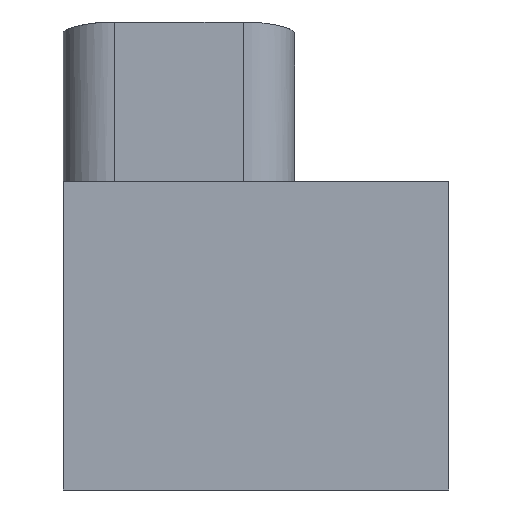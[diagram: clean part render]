
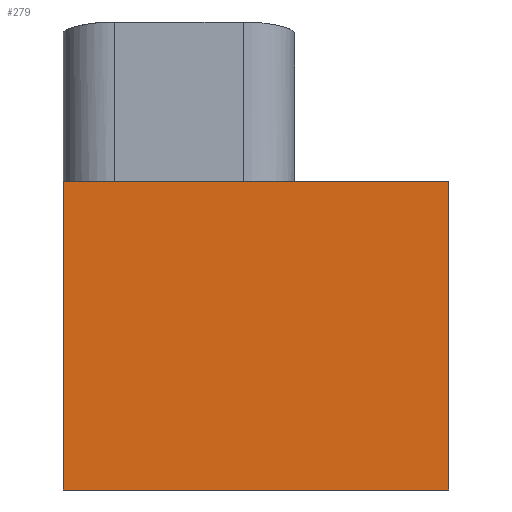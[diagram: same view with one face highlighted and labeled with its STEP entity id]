
A CAD part, left-side view. The second image highlights one B-rep face of the part: STEP entity #279.
In plain terms, the highlighted planar face has unit normal (-1, 0, 0).
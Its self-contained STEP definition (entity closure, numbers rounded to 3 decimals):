
#4 = DIRECTION ( 'NONE',  ( 0., 0., -1. ) ) ;
#14 = CARTESIAN_POINT ( 'NONE',  ( -6., 21.471, -18.21 ) ) ;
#19 = VECTOR ( 'NONE', #53, 1000. ) ;
#34 = VECTOR ( 'NONE', #253, 1000. ) ;
#41 = EDGE_LOOP ( 'NONE', ( #405, #122, #87, #189 ) ) ;
#53 = DIRECTION ( 'NONE',  ( 0., -1., 0. ) ) ;
#58 = VERTEX_POINT ( 'NONE', #149 ) ;
#87 = ORIENTED_EDGE ( 'NONE', *, *, #207, .T. ) ;
#122 = ORIENTED_EDGE ( 'NONE', *, *, #266, .T. ) ;
#149 = CARTESIAN_POINT ( 'NONE',  ( -6., 4.5, -6.21 ) ) ;
#189 = ORIENTED_EDGE ( 'NONE', *, *, #329, .F. ) ;
#197 = DIRECTION ( 'NONE',  ( -1., 0., 0. ) ) ;
#207 = EDGE_CURVE ( 'NONE', #261, #391, #799, .T. ) ;
#236 = CARTESIAN_POINT ( 'NONE',  ( -6., -10.5, -6.21 ) ) ;
#253 = DIRECTION ( 'NONE',  ( 0., -1., 0. ) ) ;
#261 = VERTEX_POINT ( 'NONE', #381 ) ;
#265 = LINE ( 'NONE', #581, #34 ) ;
#266 = EDGE_CURVE ( 'NONE', #58, #261, #385, .T. ) ;
#279 = ADVANCED_FACE ( 'NONE', ( #628 ), #637, .T. ) ;
#329 = EDGE_CURVE ( 'NONE', #427, #391, #752, .T. ) ;
#378 = DIRECTION ( 'NONE',  ( 0., 0., -1. ) ) ;
#381 = CARTESIAN_POINT ( 'NONE',  ( -6., 4.5, -18.21 ) ) ;
#385 = LINE ( 'NONE', #698, #769 ) ;
#391 = VERTEX_POINT ( 'NONE', #565 ) ;
#405 = ORIENTED_EDGE ( 'NONE', *, *, #550, .F. ) ;
#427 = VERTEX_POINT ( 'NONE', #236 ) ;
#508 = DIRECTION ( 'NONE',  ( 0., 0., 1. ) ) ;
#531 = AXIS2_PLACEMENT_3D ( 'NONE', #14, #197, #508 ) ;
#532 = VECTOR ( 'NONE', #4, 1000. ) ;
#550 = EDGE_CURVE ( 'NONE', #58, #427, #265, .T. ) ;
#565 = CARTESIAN_POINT ( 'NONE',  ( -6., -10.5, -18.21 ) ) ;
#581 = CARTESIAN_POINT ( 'NONE',  ( -6., 21.471, -6.21 ) ) ;
#628 = FACE_OUTER_BOUND ( 'NONE', #41, .T. ) ;
#637 = PLANE ( 'NONE',  #531 ) ;
#671 = CARTESIAN_POINT ( 'NONE',  ( -6., 21.471, -18.21 ) ) ;
#693 = CARTESIAN_POINT ( 'NONE',  ( -6., -10.5, -18.21 ) ) ;
#698 = CARTESIAN_POINT ( 'NONE',  ( -6., 4.5, -18.21 ) ) ;
#752 = LINE ( 'NONE', #693, #532 ) ;
#769 = VECTOR ( 'NONE', #378, 1000. ) ;
#799 = LINE ( 'NONE', #671, #19 ) ;
